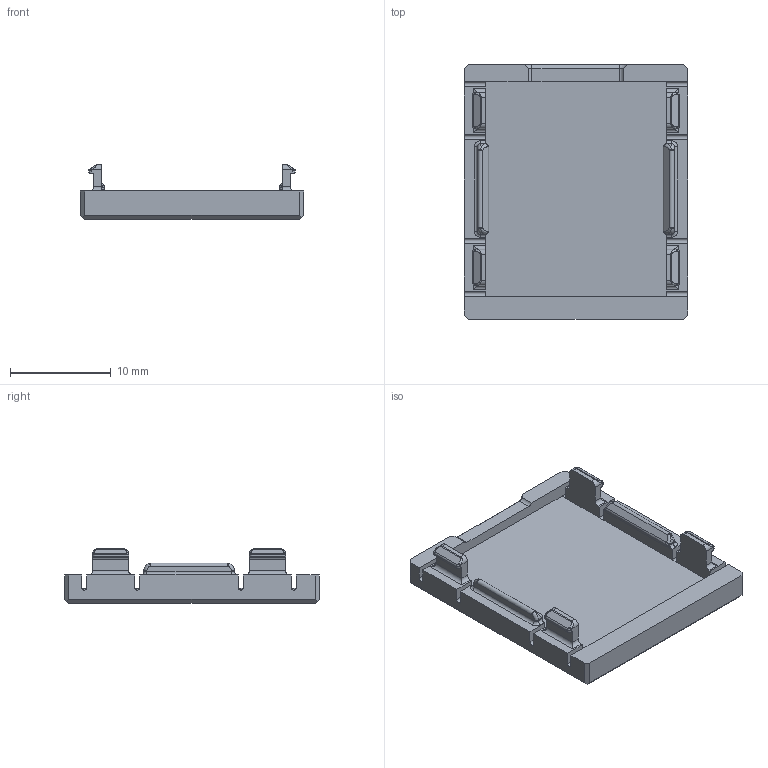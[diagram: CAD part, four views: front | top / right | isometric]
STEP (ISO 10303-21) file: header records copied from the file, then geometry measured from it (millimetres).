
FILE_DESCRIPTION((''),'2;1');
FILE_NAME('XIAO_ESP32S3_SENSE00','2023-05-15T15:10:51',('Lin'),(''),'CREO PARAMETRIC BY PTC INC, 2021164','CREO PARAMETRIC BY PTC INC, 2021164','');
FILE_SCHEMA(('CONFIG_CONTROL_DESIGN','SHAPE_APPEARANCE_LAYERS_GROUPS'));
Length unit declared in the file: millimetre
Products named in the file (1): XIAO_ESP32S3_SENSE00
Bounding box: 22.18 x 25.32 x 5.4 mm (x, y, z)
Volume: 1100.2 mm3; surface area: 1631.2 mm2
Topology: 1 solids, 1 shells, 217 faces, 547 edges, 332 vertices
Faces by surface type: plane 93, cylinder 86, bspline 20, sphere 8, torus 8, cone 2
Entity records: 7828 total; most frequent: CARTESIAN_POINT 2694, ORIENTED_EDGE 1094, DIRECTION 1029, EDGE_CURVE 547, AXIS2_PLACEMENT_3D 351, VERTEX_POINT 332, VECTOR 327, LINE 327
